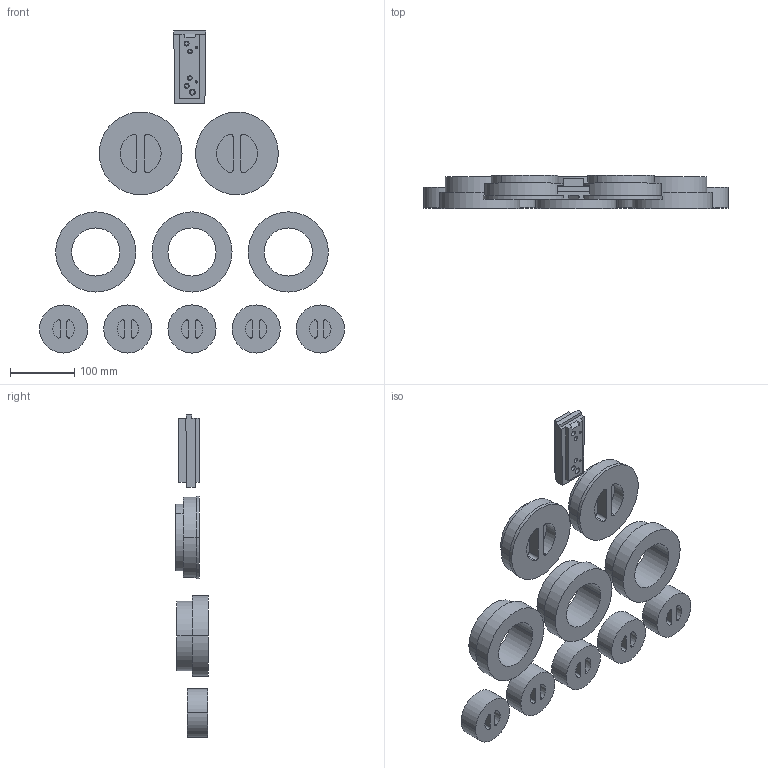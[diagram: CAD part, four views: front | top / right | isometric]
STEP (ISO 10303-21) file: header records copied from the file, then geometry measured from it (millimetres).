
FILE_DESCRIPTION(('Creo Elements/Direct Modeling STEP Export'),'2;1');
FILE_NAME('0058.0506_WS_120_Trio_S.stp','2023-04-18T 9:18:48',(''),(''),'PTC Creo Elements/Direct Modeling STEP processor for AP214 (Solid Model)','PTC Creo Elements/Direct Modeling 19.0C 15-Aug-2015 (C) Parametric Technology GmbH','');
FILE_SCHEMA(('AUTOMOTIVE_DESIGN { 1 0 10303 214 1 1 1 1 }'));
Length unit declared in the file: millimetre
Products named in the file (5): Verschlussdeckel_125; Reduzierung_125-75; Verschlussdeckel_DN75; Kabeldurchführung; 0058.0506
Assembly tree (11 placements, depth 2):
  0058.0506
    Verschlussdeckel_DN75  x5
    Verschlussdeckel_125  x2
    Reduzierung_125-75  x3
    Kabeldurchführung
Bounding box: 475 x 51.21 x 502 mm (x, y, z)
Volume: 2458620.9 mm3; surface area: 342481.5 mm2
Topology: 11 solids, 11 shells, 214 faces, 485 edges, 328 vertices
Faces by surface type: cylinder 91, plane 85, cone 28, extrusion 10
Entity records: 3567 total; most frequent: CARTESIAN_POINT 760, ORIENTED_EDGE 566, DIRECTION 533, EDGE_CURVE 283, AXIS2_PLACEMENT_3D 198, VERTEX_POINT 192, EDGE_LOOP 143, VECTOR 137
